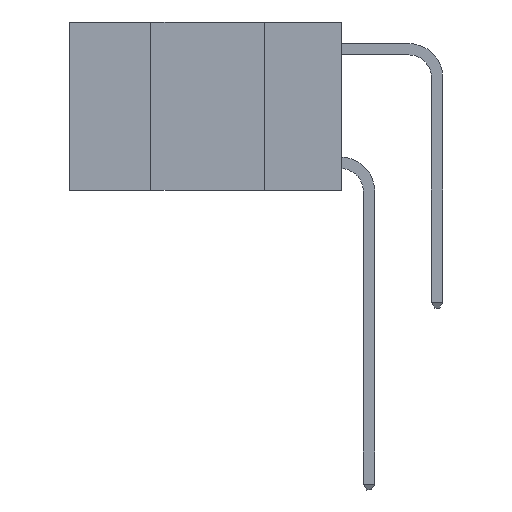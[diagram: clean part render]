
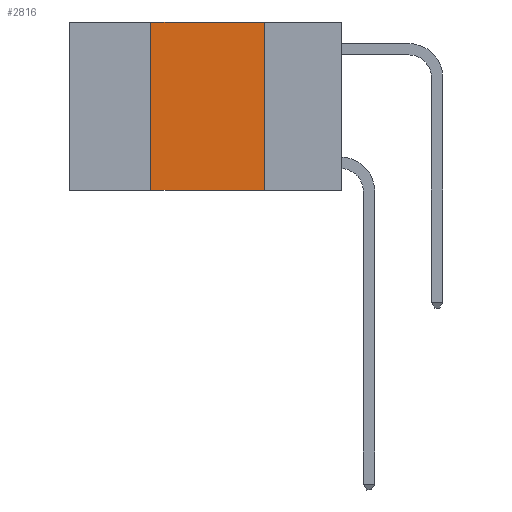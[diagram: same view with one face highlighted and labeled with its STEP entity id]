
A CAD part, left-side view. The second image highlights one B-rep face of the part: STEP entity #2816.
In plain terms, the highlighted planar face has unit normal (-1, 0, 0).
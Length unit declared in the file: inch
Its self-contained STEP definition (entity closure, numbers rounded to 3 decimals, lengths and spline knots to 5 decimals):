
#33 = CARTESIAN_POINT ( 'NONE',  ( 0., 0.17, -0.37 ) ) ;
#234 = EDGE_CURVE ( 'NONE', #2302, #5600, #9345, .T. ) ;
#451 = CARTESIAN_POINT ( 'NONE',  ( 0., 0.6, 0. ) ) ;
#808 = AXIS2_PLACEMENT_3D ( 'NONE', #4692, #5766, #9595 ) ;
#882 = ORIENTED_EDGE ( 'NONE', *, *, #234, .F. ) ;
#1428 = CARTESIAN_POINT ( 'NONE',  ( 0., 0.42, 0. ) ) ;
#1435 = DIRECTION ( 'NONE',  ( 0., -1., 0. ) ) ;
#1731 = FACE_OUTER_BOUND ( 'NONE', #2267, .T. ) ;
#1762 = ORIENTED_EDGE ( 'NONE', *, *, #8228, .T. ) ;
#2267 = EDGE_LOOP ( 'NONE', ( #882, #8365, #8654, #1762 ) ) ;
#2302 = VERTEX_POINT ( 'NONE', #8322 ) ;
#2816 = ADVANCED_FACE ( 'NONE', ( #1731 ), #10694, .F. ) ;
#3434 = VECTOR ( 'NONE', #1435, 39.37008 ) ;
#3799 = LINE ( 'NONE', #11994, #9647 ) ;
#4500 = EDGE_CURVE ( 'NONE', #6256, #2302, #11853, .T. ) ;
#4623 = DIRECTION ( 'NONE',  ( 0., 0., -1. ) ) ;
#4692 = CARTESIAN_POINT ( 'NONE',  ( 0., 0.6, 0. ) ) ;
#5600 = VERTEX_POINT ( 'NONE', #33 ) ;
#5766 = DIRECTION ( 'NONE',  ( 1., 0., 0. ) ) ;
#6256 = VERTEX_POINT ( 'NONE', #1428 ) ;
#6603 = VERTEX_POINT ( 'NONE', #6957 ) ;
#6816 = EDGE_CURVE ( 'NONE', #6603, #6256, #11102, .T. ) ;
#6957 = CARTESIAN_POINT ( 'NONE',  ( 0., 0.42, -0.37 ) ) ;
#7633 = VECTOR ( 'NONE', #10343, 39.37008 ) ;
#8228 = EDGE_CURVE ( 'NONE', #6603, #5600, #3799, .T. ) ;
#8301 = CARTESIAN_POINT ( 'NONE',  ( 0., 0.42, 0. ) ) ;
#8322 = CARTESIAN_POINT ( 'NONE',  ( 0., 0.17, 0. ) ) ;
#8365 = ORIENTED_EDGE ( 'NONE', *, *, #4500, .F. ) ;
#8654 = ORIENTED_EDGE ( 'NONE', *, *, #6816, .F. ) ;
#9251 = VECTOR ( 'NONE', #4623, 39.37008 ) ;
#9345 = LINE ( 'NONE', #10187, #9251 ) ;
#9595 = DIRECTION ( 'NONE',  ( 0., 0., -1. ) ) ;
#9647 = VECTOR ( 'NONE', #12057, 39.37008 ) ;
#10187 = CARTESIAN_POINT ( 'NONE',  ( 0., 0.17, 0. ) ) ;
#10343 = DIRECTION ( 'NONE',  ( 0., 0., 1. ) ) ;
#10694 = PLANE ( 'NONE',  #808 ) ;
#11102 = LINE ( 'NONE', #8301, #7633 ) ;
#11853 = LINE ( 'NONE', #451, #3434 ) ;
#11994 = CARTESIAN_POINT ( 'NONE',  ( 0., 0.6, -0.37 ) ) ;
#12057 = DIRECTION ( 'NONE',  ( 0., -1., 0. ) ) ;
